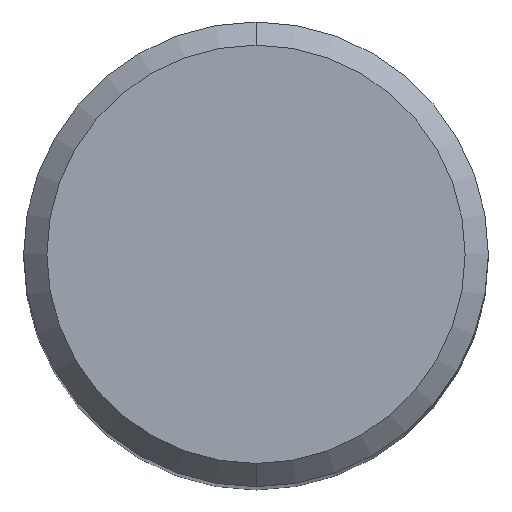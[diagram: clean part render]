
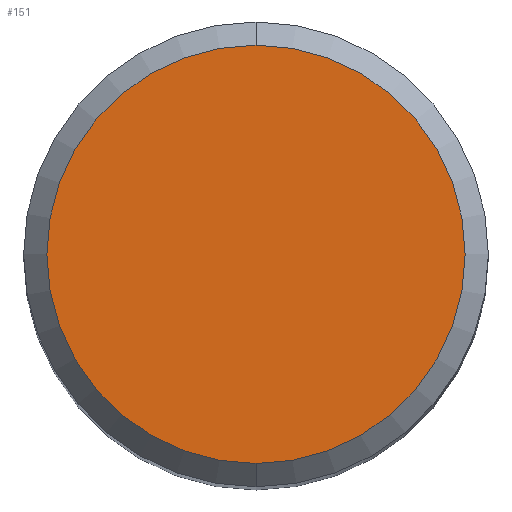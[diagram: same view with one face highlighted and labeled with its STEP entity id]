
A CAD part, top view. The second image highlights one B-rep face of the part: STEP entity #151.
In plain terms, the highlighted planar face has unit normal (0, 0, 1).
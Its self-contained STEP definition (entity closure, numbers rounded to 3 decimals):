
#151=ADVANCED_FACE('',(#310),#311,.T.);
#173=EDGE_CURVE('',#209,#177,#334,.T.);
#177=VERTEX_POINT('',#339);
#193=EDGE_CURVE('',#177,#209,#356,.T.);
#209=VERTEX_POINT('',#375);
#310=FACE_OUTER_BOUND('',#490,.T.);
#311=PLANE('',#491);
#334=CIRCLE('',#524,4.5);
#339=CARTESIAN_POINT('',(0.,-4.5,0.0));
#356=CIRCLE('',#554,4.5);
#375=CARTESIAN_POINT('',(0.0,4.5,0.0));
#490=EDGE_LOOP('',(#683,#684));
#491=AXIS2_PLACEMENT_3D('',#685,#686,#687);
#524=AXIS2_PLACEMENT_3D('',#713,#714,#715);
#554=AXIS2_PLACEMENT_3D('',#743,#744,#745);
#683=ORIENTED_EDGE('',*,*,#173,.F.);
#684=ORIENTED_EDGE('',*,*,#193,.F.);
#685=CARTESIAN_POINT('',(0.0,2.25,0.0));
#686=DIRECTION('',(-0.0,0.0,1.0));
#687=DIRECTION('',(0.0,-1.0,0.0));
#713=CARTESIAN_POINT('',(0.0,0.0,0.0));
#714=DIRECTION('',(0.0,0.0,-1.0));
#715=DIRECTION('',(0.0,1.0,0.0));
#743=CARTESIAN_POINT('',(0.0,0.0,0.0));
#744=DIRECTION('',(0.0,0.0,-1.0));
#745=DIRECTION('',(0.0,1.0,0.0));
